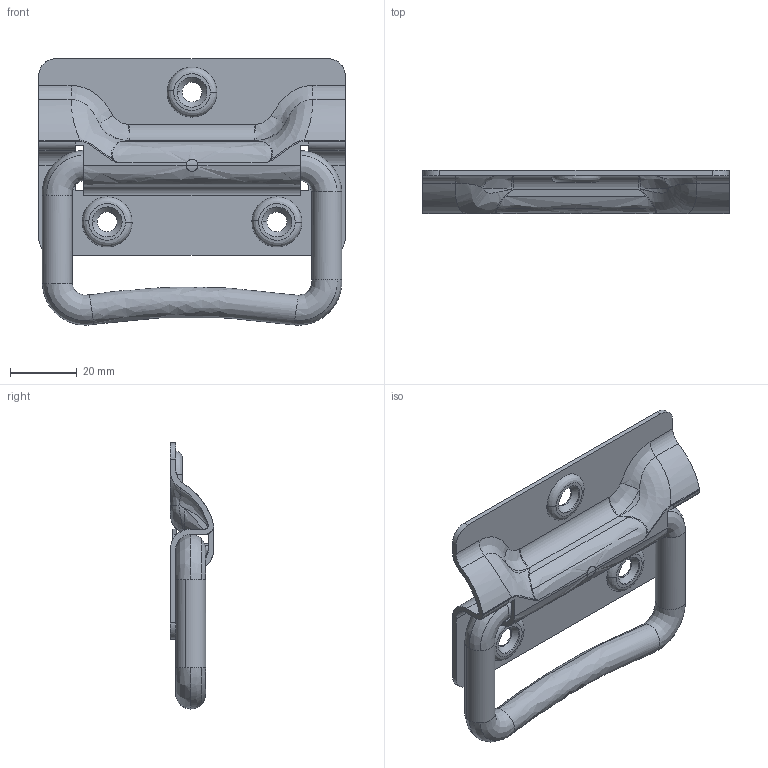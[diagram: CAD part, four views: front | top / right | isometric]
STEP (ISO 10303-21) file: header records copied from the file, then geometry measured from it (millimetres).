
FILE_DESCRIPTION((''),'2;1');
FILE_NAME('','2005-10-07T11:21:31',(''),(''),'','CADfix','');
FILE_SCHEMA(('AUTOMOTIVE_DESIGN'));
Length unit declared in the file: millimetre
Products named in the file (5): pin; leaf spring; grip; base; THA_11_1_22378_36
Assembly tree (4 placements, depth 2):
  THA_11_1_22378_36
    pin
    leaf spring
    grip
    base
Bounding box: 92 x 13 x 80.01 mm (x, y, z)
Volume: 24833.4 mm3; surface area: 21388.4 mm2
Topology: 4 solids, 4 shells, 176 faces, 541 edges, 367 vertices
Faces by surface type: bspline 176
Entity records: 10187 total; most frequent: CARTESIAN_POINT 7172, ORIENTED_EDGE 1072, EDGE_CURVE 536, VERTEX_POINT 367, EDGE_LOOP 189, FACE_OUTER_BOUND 176, ADVANCED_FACE 176, QUASI_UNIFORM_CURVE 173
